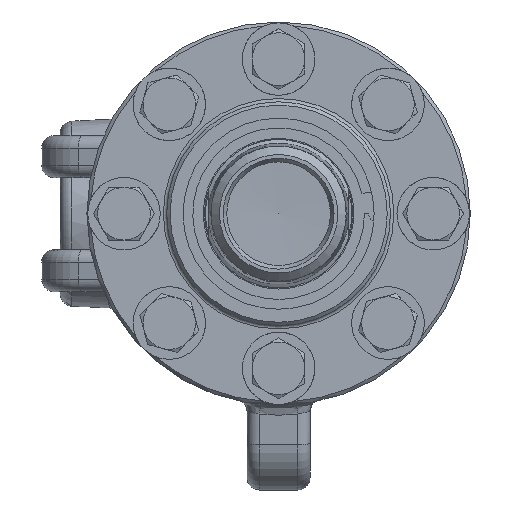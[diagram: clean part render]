
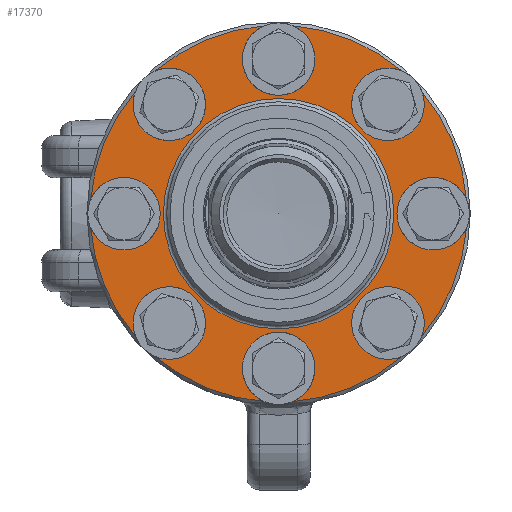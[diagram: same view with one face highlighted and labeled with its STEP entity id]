
A CAD part, left-side view. The second image highlights one B-rep face of the part: STEP entity #17370.
In plain terms, the highlighted planar face has unit normal (-1, 0, 0).
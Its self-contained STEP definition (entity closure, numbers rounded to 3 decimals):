
#3817=FACE_BOUND('',#5074,.T.);
#4072=FACE_OUTER_BOUND('',#5073,.T.);
#5073=EDGE_LOOP('',(#11536,#11537,#11538,#11539,#11540,#11541,#11542,#11543,
#11544,#11545,#11546,#11547,#11548,#11549,#11550,#11551));
#5074=EDGE_LOOP('',(#11552,#11553));
#6206=CIRCLE('',#18563,45.45);
#6208=CIRCLE('',#18565,45.45);
#6210=CIRCLE('',#18567,45.45);
#6212=CIRCLE('',#18569,45.45);
#6214=CIRCLE('',#18571,45.45);
#6216=CIRCLE('',#18573,45.45);
#6218=CIRCLE('',#18575,45.45);
#6220=CIRCLE('',#18577,45.45);
#6227=CIRCLE('',#18589,8.738);
#6228=CIRCLE('',#18590,8.738);
#6229=CIRCLE('',#18591,8.738);
#6230=CIRCLE('',#18592,8.738);
#6231=CIRCLE('',#18593,8.738);
#6232=CIRCLE('',#18594,8.738);
#6233=CIRCLE('',#18595,8.738);
#6234=CIRCLE('',#18596,8.738);
#6235=CIRCLE('',#18597,27.8);
#6236=CIRCLE('',#18598,27.8);
#6815=VERTEX_POINT('',#28313);
#6816=VERTEX_POINT('',#28315);
#6817=VERTEX_POINT('',#28317);
#6818=VERTEX_POINT('',#28319);
#6819=VERTEX_POINT('',#28321);
#6820=VERTEX_POINT('',#28323);
#6821=VERTEX_POINT('',#28325);
#6822=VERTEX_POINT('',#28327);
#6823=VERTEX_POINT('',#28329);
#6824=VERTEX_POINT('',#28331);
#6825=VERTEX_POINT('',#28333);
#6826=VERTEX_POINT('',#28335);
#6827=VERTEX_POINT('',#28337);
#6828=VERTEX_POINT('',#28339);
#6829=VERTEX_POINT('',#28341);
#6830=VERTEX_POINT('',#28343);
#6836=VERTEX_POINT('',#28372);
#6837=VERTEX_POINT('',#28373);
#8601=EDGE_CURVE('',#6815,#6816,#6206,.T.);
#8603=EDGE_CURVE('',#6817,#6818,#6208,.T.);
#8605=EDGE_CURVE('',#6819,#6820,#6210,.T.);
#8607=EDGE_CURVE('',#6821,#6822,#6212,.T.);
#8609=EDGE_CURVE('',#6823,#6824,#6214,.T.);
#8611=EDGE_CURVE('',#6825,#6826,#6216,.T.);
#8613=EDGE_CURVE('',#6827,#6828,#6218,.T.);
#8615=EDGE_CURVE('',#6829,#6830,#6220,.T.);
#8625=EDGE_CURVE('',#6821,#6820,#6227,.T.);
#8626=EDGE_CURVE('',#6819,#6818,#6228,.T.);
#8627=EDGE_CURVE('',#6817,#6816,#6229,.T.);
#8628=EDGE_CURVE('',#6815,#6830,#6230,.T.);
#8629=EDGE_CURVE('',#6829,#6828,#6231,.T.);
#8630=EDGE_CURVE('',#6827,#6826,#6232,.T.);
#8631=EDGE_CURVE('',#6825,#6824,#6233,.T.);
#8632=EDGE_CURVE('',#6823,#6822,#6234,.T.);
#8633=EDGE_CURVE('',#6836,#6837,#6235,.T.);
#8634=EDGE_CURVE('',#6837,#6836,#6236,.T.);
#11536=ORIENTED_EDGE('',*,*,#8625,.T.);
#11537=ORIENTED_EDGE('',*,*,#8605,.F.);
#11538=ORIENTED_EDGE('',*,*,#8626,.T.);
#11539=ORIENTED_EDGE('',*,*,#8603,.F.);
#11540=ORIENTED_EDGE('',*,*,#8627,.T.);
#11541=ORIENTED_EDGE('',*,*,#8601,.F.);
#11542=ORIENTED_EDGE('',*,*,#8628,.T.);
#11543=ORIENTED_EDGE('',*,*,#8615,.F.);
#11544=ORIENTED_EDGE('',*,*,#8629,.T.);
#11545=ORIENTED_EDGE('',*,*,#8613,.F.);
#11546=ORIENTED_EDGE('',*,*,#8630,.T.);
#11547=ORIENTED_EDGE('',*,*,#8611,.F.);
#11548=ORIENTED_EDGE('',*,*,#8631,.T.);
#11549=ORIENTED_EDGE('',*,*,#8609,.F.);
#11550=ORIENTED_EDGE('',*,*,#8632,.T.);
#11551=ORIENTED_EDGE('',*,*,#8607,.F.);
#11552=ORIENTED_EDGE('',*,*,#8633,.F.);
#11553=ORIENTED_EDGE('',*,*,#8634,.F.);
#15745=PLANE('',#18588);
#17370=ADVANCED_FACE('',(#4072,#3817),#15745,.T.);
#18563=AXIS2_PLACEMENT_3D('',#28316,#20327,#20328);
#18565=AXIS2_PLACEMENT_3D('',#28320,#20331,#20332);
#18567=AXIS2_PLACEMENT_3D('',#28324,#20335,#20336);
#18569=AXIS2_PLACEMENT_3D('',#28328,#20339,#20340);
#18571=AXIS2_PLACEMENT_3D('',#28332,#20343,#20344);
#18573=AXIS2_PLACEMENT_3D('',#28336,#20347,#20348);
#18575=AXIS2_PLACEMENT_3D('',#28340,#20351,#20352);
#18577=AXIS2_PLACEMENT_3D('',#28344,#20355,#20356);
#18588=AXIS2_PLACEMENT_3D('',#28363,#20380,#20381);
#18589=AXIS2_PLACEMENT_3D('',#28364,#20382,#20383);
#18590=AXIS2_PLACEMENT_3D('',#28365,#20384,#20385);
#18591=AXIS2_PLACEMENT_3D('',#28366,#20386,#20387);
#18592=AXIS2_PLACEMENT_3D('',#28367,#20388,#20389);
#18593=AXIS2_PLACEMENT_3D('',#28368,#20390,#20391);
#18594=AXIS2_PLACEMENT_3D('',#28369,#20392,#20393);
#18595=AXIS2_PLACEMENT_3D('',#28370,#20394,#20395);
#18596=AXIS2_PLACEMENT_3D('',#28371,#20396,#20397);
#18597=AXIS2_PLACEMENT_3D('',#28374,#20398,#20399);
#18598=AXIS2_PLACEMENT_3D('',#28375,#20400,#20401);
#20327=DIRECTION('center_axis',(1.,0.,0.));
#20328=DIRECTION('ref_axis',(0.,1.,0.));
#20331=DIRECTION('center_axis',(1.,0.,0.));
#20332=DIRECTION('ref_axis',(0.,1.,0.));
#20335=DIRECTION('center_axis',(1.,0.,0.));
#20336=DIRECTION('ref_axis',(0.,1.,0.));
#20339=DIRECTION('center_axis',(1.,0.,0.));
#20340=DIRECTION('ref_axis',(0.,1.,0.));
#20343=DIRECTION('center_axis',(1.,0.,0.));
#20344=DIRECTION('ref_axis',(0.,1.,0.));
#20347=DIRECTION('center_axis',(1.,0.,0.));
#20348=DIRECTION('ref_axis',(0.,1.,0.));
#20351=DIRECTION('center_axis',(1.,0.,0.));
#20352=DIRECTION('ref_axis',(0.,1.,0.));
#20355=DIRECTION('center_axis',(1.,0.,0.));
#20356=DIRECTION('ref_axis',(0.,1.,0.));
#20380=DIRECTION('center_axis',(-1.,0.,0.));
#20381=DIRECTION('ref_axis',(0.,0.,
-1.));
#20382=DIRECTION('center_axis',(1.,0.,0.));
#20383=DIRECTION('ref_axis',(0.,-0.707,0.707));
#20384=DIRECTION('center_axis',(1.,0.,0.));
#20385=DIRECTION('ref_axis',(0.,0.,
1.));
#20386=DIRECTION('center_axis',(1.,0.,0.));
#20387=DIRECTION('ref_axis',(0.,0.707,0.707));
#20388=DIRECTION('center_axis',(1.,0.,0.));
#20389=DIRECTION('ref_axis',(0.,1.,0.));
#20390=DIRECTION('center_axis',(1.,0.,0.));
#20391=DIRECTION('ref_axis',(0.,0.707,-0.707));
#20392=DIRECTION('center_axis',(1.,0.,0.));
#20393=DIRECTION('ref_axis',(0.,0.,
-1.));
#20394=DIRECTION('center_axis',(1.,0.,0.));
#20395=DIRECTION('ref_axis',(0.,-0.707,-0.707));
#20396=DIRECTION('center_axis',(1.,0.,0.));
#20397=DIRECTION('ref_axis',(0.,-1.,0.));
#20398=DIRECTION('center_axis',(-1.,0.,0.));
#20399=DIRECTION('ref_axis',(0.,1.,0.));
#20400=DIRECTION('center_axis',(-1.,0.,0.));
#20401=DIRECTION('ref_axis',(0.,1.,0.));
#28313=CARTESIAN_POINT('',(-8.76,-45.317,-3.475));
#28315=CARTESIAN_POINT('',(-8.76,-34.501,-29.587));
#28316=CARTESIAN_POINT('Origin',(-8.76,0.,
0.));
#28317=CARTESIAN_POINT('',(-8.76,-29.587,-34.501));
#28319=CARTESIAN_POINT('',(-8.76,-3.475,-45.317));
#28320=CARTESIAN_POINT('Origin',(-8.76,0.,
0.));
#28321=CARTESIAN_POINT('',(-8.76,3.475,-45.317));
#28323=CARTESIAN_POINT('',(-8.76,29.587,-34.501));
#28324=CARTESIAN_POINT('Origin',(-8.76,0.,
0.));
#28325=CARTESIAN_POINT('',(-8.76,34.501,-29.587));
#28327=CARTESIAN_POINT('',(-8.76,45.317,-3.475));
#28328=CARTESIAN_POINT('Origin',(-8.76,0.,
0.));
#28329=CARTESIAN_POINT('',(-8.76,45.317,3.475));
#28331=CARTESIAN_POINT('',(-8.76,34.501,29.587));
#28332=CARTESIAN_POINT('Origin',(-8.76,0.,
0.));
#28333=CARTESIAN_POINT('',(-8.76,29.587,34.501));
#28335=CARTESIAN_POINT('',(-8.76,3.475,45.317));
#28336=CARTESIAN_POINT('Origin',(-8.76,0.,
0.));
#28337=CARTESIAN_POINT('',(-8.76,-3.475,45.317));
#28339=CARTESIAN_POINT('',(-8.76,-29.587,34.501));
#28340=CARTESIAN_POINT('Origin',(-8.76,0.,
0.));
#28341=CARTESIAN_POINT('',(-8.76,-34.501,29.587));
#28343=CARTESIAN_POINT('',(-8.76,-45.317,3.475));
#28344=CARTESIAN_POINT('Origin',(-8.76,0.,
0.));
#28363=CARTESIAN_POINT('Origin',(-8.76,-46.25,0.));
#28364=CARTESIAN_POINT('Origin',(-8.76,26.375,-26.375));
#28365=CARTESIAN_POINT('Origin',(-8.76,0.,
-37.3));
#28366=CARTESIAN_POINT('Origin',(-8.76,-26.375,-26.375));
#28367=CARTESIAN_POINT('Origin',(-8.76,-37.3,0.));
#28368=CARTESIAN_POINT('Origin',(-8.76,-26.375,26.375));
#28369=CARTESIAN_POINT('Origin',(-8.76,0.,
37.3));
#28370=CARTESIAN_POINT('Origin',(-8.76,26.375,26.375));
#28371=CARTESIAN_POINT('Origin',(-8.76,37.3,0.));
#28372=CARTESIAN_POINT('',(-8.76,-27.8,0.));
#28373=CARTESIAN_POINT('',(-8.76,0.,-27.8));
#28374=CARTESIAN_POINT('Origin',(-8.76,0.,
0.));
#28375=CARTESIAN_POINT('Origin',(-8.76,0.,
0.));
